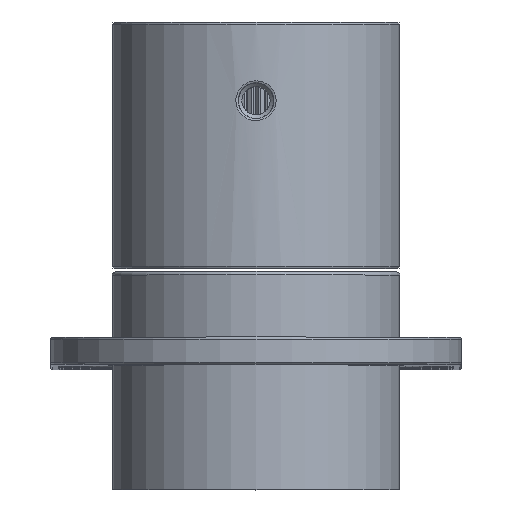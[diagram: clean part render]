
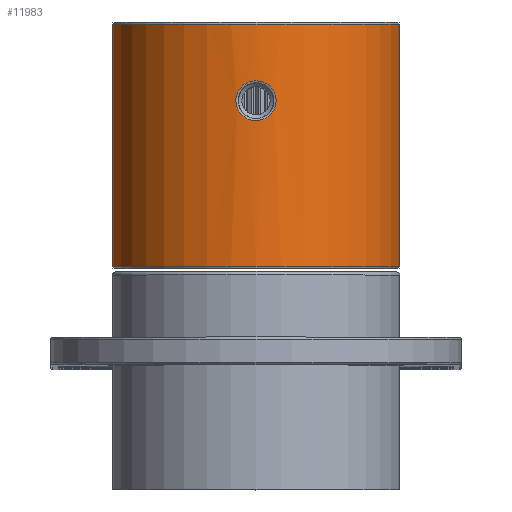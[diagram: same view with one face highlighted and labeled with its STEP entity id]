
A CAD part, top view. The second image highlights one B-rep face of the part: STEP entity #11983.
In plain terms, the highlighted cylindrical face has radius 21 mm (diameter 42 mm), a full revolution.
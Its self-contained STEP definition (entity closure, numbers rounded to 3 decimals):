
#155=B_SPLINE_CURVE_WITH_KNOTS('',3,(#22950,#22951,#22952,#22953,#22954,
#22955,#22956,#22957,#22958,#22959,#22960,#22961,#22962,#22963,#22964,#22965,
#22966,#22967,#22968),.UNSPECIFIED.,.T.,.F.,(1,1,1,1,1,1,1,1,1,1,1,1,1,
1,1,1,1,1,1,1,1,1,1),(-0.006,-0.004,-0.002,
0.,0.002,0.004,0.006,0.009,
0.011,0.013,0.015,0.017,
0.019,0.022,0.024,0.026,
0.028,0.03,0.032,0.035,
0.037,0.039,0.041),.UNSPECIFIED.);
#156=B_SPLINE_CURVE_WITH_KNOTS('',3,(#22972,#22973,#22974,#22975,#22976,
#22977,#22978,#22979,#22980,#22981,#22982),.UNSPECIFIED.,.T.,.F.,(1,1,1,
1,1,1,1,1,1,1,1,1,1,1,1),(-0.007,-0.005,-0.002,
0.,0.002,0.005,0.007,
0.009,0.012,0.014,0.016,
0.019,0.021,0.023,0.025),
 .UNSPECIFIED.);
#4119=ORIENTED_EDGE('',*,*,#6813,.T.);
#4120=ORIENTED_EDGE('',*,*,#6814,.T.);
#4121=ORIENTED_EDGE('',*,*,#6815,.T.);
#4122=ORIENTED_EDGE('',*,*,#6816,.T.);
#6813=EDGE_CURVE('',#8297,#8297,#155,.T.);
#6814=EDGE_CURVE('',#8298,#8298,#9225,.T.);
#6815=EDGE_CURVE('',#8299,#8299,#156,.T.);
#6816=EDGE_CURVE('',#8300,#8300,#9226,.F.);
#8297=VERTEX_POINT('',#22969);
#8298=VERTEX_POINT('',#22971);
#8299=VERTEX_POINT('',#22983);
#8300=VERTEX_POINT('',#22985);
#9225=CIRCLE('',#17302,21.);
#9226=CIRCLE('',#17303,21.);
#9924=EDGE_LOOP('',(#4119));
#9925=EDGE_LOOP('',(#4120));
#9926=EDGE_LOOP('',(#4121));
#9927=EDGE_LOOP('',(#4122));
#10954=FACE_BOUND('',#9924,.T.);
#10955=FACE_BOUND('',#9925,.T.);
#10956=FACE_BOUND('',#9926,.T.);
#10957=FACE_BOUND('',#9927,.T.);
#11562=CYLINDRICAL_SURFACE('',#17301,21.);
#11983=ADVANCED_FACE('',(#10954,#10955,#10956,#10957),#11562,.T.);
#17301=AXIS2_PLACEMENT_3D('',#22949,#19553,#19554);
#17302=AXIS2_PLACEMENT_3D('',#22970,#19555,#19556);
#17303=AXIS2_PLACEMENT_3D('',#22984,#19557,#19558);
#19553=DIRECTION('',(0.,-1.,0.));
#19554=DIRECTION('',(0.,0.,-1.));
#19555=DIRECTION('',(0.,1.,0.));
#19556=DIRECTION('',(0.,0.,1.));
#19557=DIRECTION('',(0.,1.,0.));
#19558=DIRECTION('',(0.,0.,1.));
#22949=CARTESIAN_POINT('',(0.,36.,0.));
#22950=CARTESIAN_POINT('',(5.182,28.65,20.356));
#22951=CARTESIAN_POINT('',(5.626,26.499,20.231));
#22952=CARTESIAN_POINT('',(5.183,24.353,20.356));
#22953=CARTESIAN_POINT('',(3.954,22.565,20.644));
#22954=CARTESIAN_POINT('',(2.142,21.38,20.923));
#22955=CARTESIAN_POINT('',(0.001,20.96,21.038));
#22956=CARTESIAN_POINT('',(-2.143,21.379,20.923));
#22957=CARTESIAN_POINT('',(-3.957,22.568,20.644));
#22958=CARTESIAN_POINT('',(-5.185,24.356,20.355));
#22959=CARTESIAN_POINT('',(-5.625,26.504,20.232));
#22960=CARTESIAN_POINT('',(-5.184,28.643,20.356));
#22961=CARTESIAN_POINT('',(-3.958,30.431,20.643));
#22962=CARTESIAN_POINT('',(-2.145,31.62,20.923));
#22963=CARTESIAN_POINT('',(0.,32.04,21.038));
#22964=CARTESIAN_POINT('',(2.144,31.62,20.923));
#22965=CARTESIAN_POINT('',(3.957,30.432,20.644));
#22966=CARTESIAN_POINT('',(5.182,28.65,20.356));
#22967=CARTESIAN_POINT('',(5.626,26.499,20.231));
#22968=CARTESIAN_POINT('',(5.183,24.353,20.356));
#22969=CARTESIAN_POINT('',(5.478,26.5,20.273));
#22970=CARTESIAN_POINT('',(0.,0.3,0.));
#22971=CARTESIAN_POINT('',(0.,0.3,21.));
#22972=CARTESIAN_POINT('',(2.294,26.783,-20.898));
#22973=CARTESIAN_POINT('',(0.,27.708,-21.051));
#22974=CARTESIAN_POINT('',(-2.295,26.783,-20.898));
#22975=CARTESIAN_POINT('',(-3.265,24.498,-20.74));
#22976=CARTESIAN_POINT('',(-2.296,22.217,-20.898));
#22977=CARTESIAN_POINT('',(0.004,21.292,-21.051));
#22978=CARTESIAN_POINT('',(2.291,22.215,-20.898));
#22979=CARTESIAN_POINT('',(3.267,24.499,-20.74));
#22980=CARTESIAN_POINT('',(2.294,26.783,-20.898));
#22981=CARTESIAN_POINT('',(0.,27.708,-21.051));
#22982=CARTESIAN_POINT('',(-2.295,26.783,-20.898));
#22983=CARTESIAN_POINT('',(0.,27.4,-21.));
#22984=CARTESIAN_POINT('',(0.,35.7,0.));
#22985=CARTESIAN_POINT('',(0.,35.7,21.));
